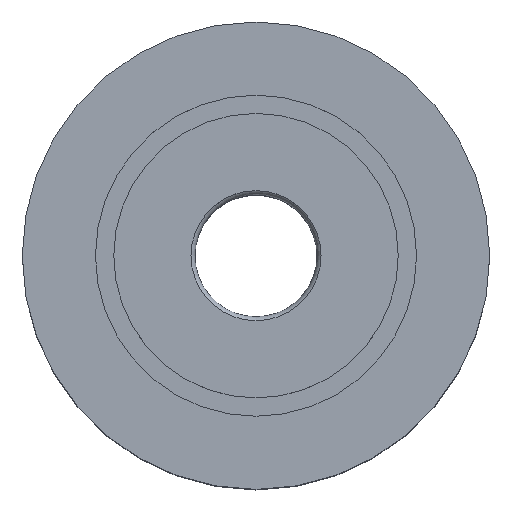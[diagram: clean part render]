
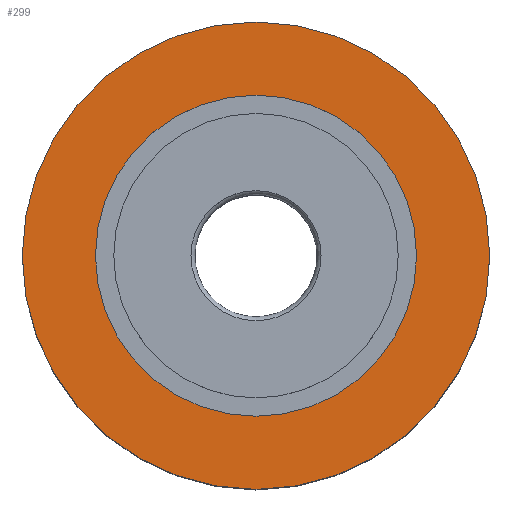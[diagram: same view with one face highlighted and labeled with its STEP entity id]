
A CAD part, top view. The second image highlights one B-rep face of the part: STEP entity #299.
In plain terms, the highlighted face is planar.
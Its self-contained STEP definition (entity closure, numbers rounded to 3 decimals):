
#46=FACE_BOUND('',#91,.T.);
#55=PLANE('',#356);
#67=FACE_OUTER_BOUND('',#90,.T.);
#90=EDGE_LOOP('',(#232));
#91=EDGE_LOOP('',(#233));
#138=CIRCLE('',#355,3.95);
#139=CIRCLE('',#357,5.75);
#164=VERTEX_POINT('',#541);
#165=VERTEX_POINT('',#545);
#190=EDGE_CURVE('',#164,#164,#138,.T.);
#191=EDGE_CURVE('',#165,#165,#139,.T.);
#232=ORIENTED_EDGE('',*,*,#191,.T.);
#233=ORIENTED_EDGE('',*,*,#190,.F.);
#299=ADVANCED_FACE('',(#67,#46),#55,.T.);
#355=AXIS2_PLACEMENT_3D('',#543,#429,#430);
#356=AXIS2_PLACEMENT_3D('',#544,#431,#432);
#357=AXIS2_PLACEMENT_3D('',#546,#433,#434);
#429=DIRECTION('center_axis',(0.,0.,-1.));
#430=DIRECTION('ref_axis',(0.,1.,0.));
#431=DIRECTION('center_axis',(0.,0.,-1.));
#432=DIRECTION('ref_axis',(0.,1.,0.));
#433=DIRECTION('center_axis',(0.,0.,-1.));
#434=DIRECTION('ref_axis',(0.,1.,0.));
#541=CARTESIAN_POINT('',(0.,-3.95,0.5));
#543=CARTESIAN_POINT('Origin',(0.,0.,0.5));
#544=CARTESIAN_POINT('Origin',(0.,4.85,0.5));
#545=CARTESIAN_POINT('',(0.,-5.75,0.5));
#546=CARTESIAN_POINT('Origin',(0.,0.,0.5));
